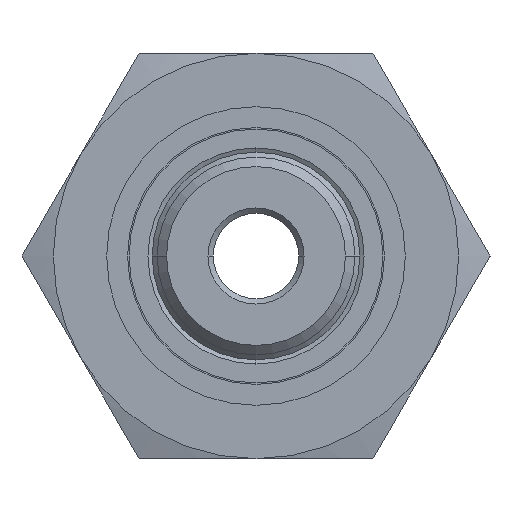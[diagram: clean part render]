
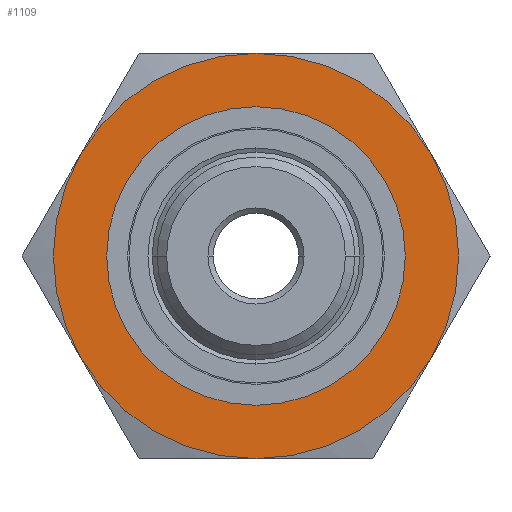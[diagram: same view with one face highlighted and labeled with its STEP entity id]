
A CAD part, left-side view. The second image highlights one B-rep face of the part: STEP entity #1109.
In plain terms, the highlighted planar face has unit normal (-1, 0, 0).
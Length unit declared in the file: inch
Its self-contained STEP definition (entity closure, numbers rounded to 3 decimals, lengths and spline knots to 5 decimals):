
#247=CARTESIAN_POINT('',(0.05906,0.,-0.37402));
#258=CARTESIAN_POINT('',(0.05906,0.,0.));
#259=DIRECTION('',(-1.,0.,0.));
#260=DIRECTION('',(0.,0.866,0.5));
#261=AXIS2_PLACEMENT_3D('',#258,#259,#260);
#263=CARTESIAN_POINT('',(0.05906,0.,0.));
#264=DIRECTION('',(-1.,0.,0.));
#265=DIRECTION('',(0.,0.,1.));
#266=AXIS2_PLACEMENT_3D('',#263,#264,#265);
#268=CARTESIAN_POINT('',(0.05906,0.,0.));
#269=DIRECTION('',(-1.,0.,0.));
#270=DIRECTION('',(0.,-0.866,0.5));
#271=AXIS2_PLACEMENT_3D('',#268,#269,#270);
#273=CARTESIAN_POINT('',(0.05906,0.,0.));
#274=DIRECTION('',(-1.,0.,0.));
#275=DIRECTION('',(0.,-1.,0.));
#276=AXIS2_PLACEMENT_3D('',#273,#274,#275);
#278=CARTESIAN_POINT('',(0.05906,0.,0.));
#279=DIRECTION('',(-1.,0.,0.));
#280=DIRECTION('',(0.,-0.866,-0.5));
#281=AXIS2_PLACEMENT_3D('',#278,#279,#280);
#283=CARTESIAN_POINT('',(0.05906,0.,0.));
#284=DIRECTION('',(-1.,0.,0.));
#285=DIRECTION('',(0.,0.,-1.));
#286=AXIS2_PLACEMENT_3D('',#283,#284,#285);
#288=CARTESIAN_POINT('',(0.05906,0.,0.));
#289=DIRECTION('',(-1.,0.,0.));
#290=DIRECTION('',(0.,0.866,-0.5));
#291=AXIS2_PLACEMENT_3D('',#288,#289,#290);
#293=CARTESIAN_POINT('',(0.05906,0.,0.));
#294=DIRECTION('',(1.,0.,0.));
#295=DIRECTION('',(0.,1.,0.));
#296=AXIS2_PLACEMENT_3D('',#293,#294,#295);
#298=CARTESIAN_POINT('',(0.05906,0.,0.));
#299=DIRECTION('',(1.,0.,0.));
#300=DIRECTION('',(0.,-1.,0.));
#301=AXIS2_PLACEMENT_3D('',#298,#299,#300);
#314=CARTESIAN_POINT('',(0.05906,0.32391,
0.18701));
#403=CARTESIAN_POINT('',(0.05906,-0.32391,
-0.18701));
#425=CARTESIAN_POINT('',(0.05906,-0.32391,
0.18701));
#447=CARTESIAN_POINT('',(0.05906,0.,0.37402));
#480=CARTESIAN_POINT('',(0.05906,0.32391,
-0.18701));
#787=VERTEX_POINT('',#480);
#795=VERTEX_POINT('',#447);
#800=VERTEX_POINT('',#314);
#803=VERTEX_POINT('',#425);
#807=VERTEX_POINT('',#403);
#810=VERTEX_POINT('',#247);
#813=CARTESIAN_POINT('',(0.05906,-0.37402,0.));
#814=VERTEX_POINT('',#813);
#832=CARTESIAN_POINT('',(0.05906,-0.27559,0.));
#834=VERTEX_POINT('',#832);
#836=CARTESIAN_POINT('',(0.05906,0.27559,0.));
#838=VERTEX_POINT('',#836);
#1083=CARTESIAN_POINT('',(0.05906,0.3248,0.));
#1084=DIRECTION('',(-1.,0.,0.));
#1085=DIRECTION('',(0.,0.,1.));
#1086=AXIS2_PLACEMENT_3D('',#1083,#1084,#1085);
#1087=PLANE('',#1086);
#1089=ORIENTED_EDGE('',*,*,#1088,.F.);
#1091=ORIENTED_EDGE('',*,*,#1090,.F.);
#1093=ORIENTED_EDGE('',*,*,#1092,.F.);
#1095=ORIENTED_EDGE('',*,*,#1094,.F.);
#1097=ORIENTED_EDGE('',*,*,#1096,.F.);
#1098=ORIENTED_EDGE('',*,*,#1071,.F.);
#1100=ORIENTED_EDGE('',*,*,#1099,.F.);
#1101=EDGE_LOOP('',(#1089,#1091,#1093,#1095,#1097,#1098,#1100));
#1102=FACE_OUTER_BOUND('',#1101,.F.);
#1104=ORIENTED_EDGE('',*,*,#1103,.F.);
#1106=ORIENTED_EDGE('',*,*,#1105,.F.);
#1107=EDGE_LOOP('',(#1104,#1106));
#1108=FACE_BOUND('',#1107,.F.);
#1109=ADVANCED_FACE('',(#1102,#1108),#1087,.T.);
#262=CIRCLE('',#261,0.37402);
#267=CIRCLE('',#266,0.37402);
#272=CIRCLE('',#271,0.37402);
#277=CIRCLE('',#276,0.37402);
#282=CIRCLE('',#281,0.37402);
#287=CIRCLE('',#286,0.37402);
#292=CIRCLE('',#291,0.37402);
#297=CIRCLE('',#296,0.27559);
#302=CIRCLE('',#301,0.27559);
#1071=EDGE_CURVE('',#810,#807,#287,.T.);
#1088=EDGE_CURVE('',#800,#787,#262,.T.);
#1090=EDGE_CURVE('',#795,#800,#267,.T.);
#1092=EDGE_CURVE('',#803,#795,#272,.T.);
#1094=EDGE_CURVE('',#814,#803,#277,.T.);
#1096=EDGE_CURVE('',#807,#814,#282,.T.);
#1099=EDGE_CURVE('',#787,#810,#292,.T.);
#1103=EDGE_CURVE('',#838,#834,#297,.T.);
#1105=EDGE_CURVE('',#834,#838,#302,.T.);
